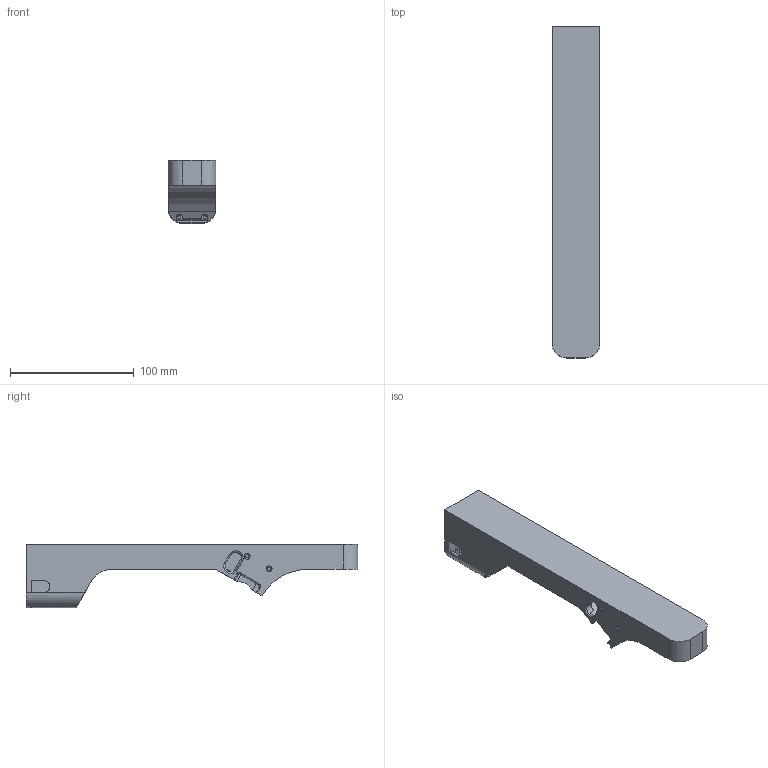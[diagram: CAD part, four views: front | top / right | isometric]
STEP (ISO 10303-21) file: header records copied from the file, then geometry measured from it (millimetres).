
FILE_DESCRIPTION(/* description */ ('STEP AP242','CAx-IF Rec.Pracs.---Representation and Presentation of Product Manufacturing Information (PMI)---4.0---2014-10-13','CAx-IF Rec.Pracs.---3D Tessellated Geometry---0.4---2014-09-14','2;1','CAx-IF Rec.Pracs.---User Defined Attributes---1.5---2016-08-15'),/* implementation_level */ '2;1');
FILE_NAME(/* name */ '690eb238555556e1309e6bb6',/* time_stamp */ '2025-11-08T03:00:08Z',/* author */ (''),/* organization */ (''),/* preprocessor_version */ 'ST-DEVELOPER v20',/* originating_system */ 'ONSHAPE BY PTC INC, 1.206',/* authorisation */ ' ');
FILE_SCHEMA (('AP242_MANAGED_MODEL_BASED_3D_ENGINEERING_MIM_LF { 1 0 10303 442 1 1 4 }'));
Length unit declared in the file: metre
Products named in the file (2): Top Link; Wedge 2
Bounding box: 38.7 x 268.42 x 51 mm (x, y, z)
Volume: 161712.4 mm3; surface area: 59651.4 mm2
Topology: 2 solids, 2 shells, 252 faces, 703 edges, 455 vertices
Faces by surface type: cylinder 111, plane 104, torus 32, cone 3, bspline 2
Entity records: 8311 total; most frequent: CARTESIAN_POINT 1510, DIRECTION 1482, ORIENTED_EDGE 1406, EDGE_CURVE 703, AXIS2_PLACEMENT_3D 551, VERTEX_POINT 455, LINE 380, VECTOR 380
